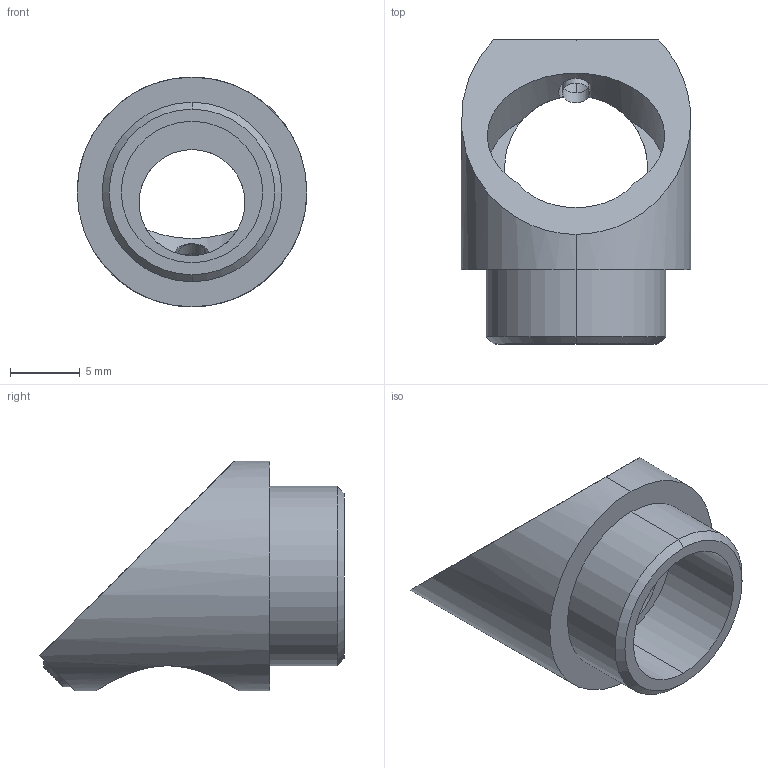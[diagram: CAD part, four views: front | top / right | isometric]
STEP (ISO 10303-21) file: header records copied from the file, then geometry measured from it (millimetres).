
FILE_DESCRIPTION (( 'STEP AP203' ), '1' );
FILE_NAME ('1.3.1.21-ZZT-Z0.5_45僅芵噩假蚾釱.STEP', '2022-10-25T08:08:34', ( '' ), ( '' ), 'SwSTEP 2.0', 'SolidWorks 2021', '' );
FILE_SCHEMA (( 'CONFIG_CONTROL_DESIGN' ));
Length unit declared in the file: millimetre
Products named in the file (1): 1.3.1.21-ZZT-Z0.5_45僅芵噩假蚾釱
Bounding box: 16.51 x 21.87 x 16.51 mm (x, y, z)
Surface area: 1581.9 mm2 (no closed solid volume)
Topology: 0 solids, 3 shells, 43 faces, 117 edges, 76 vertices
Faces by surface type: cylinder 21, plane 14, cone 8
Entity records: 1673 total; most frequent: CARTESIAN_POINT 548, ORIENTED_EDGE 222, DIRECTION 209, EDGE_CURVE 117, AXIS2_PLACEMENT_3D 83, VERTEX_POINT 76, EDGE_LOOP 50, VECTOR 43
